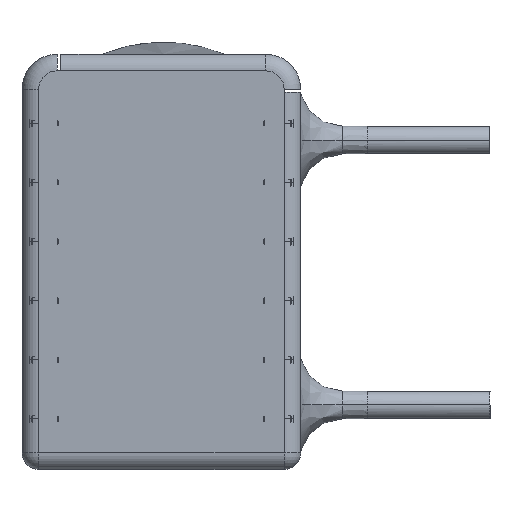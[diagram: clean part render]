
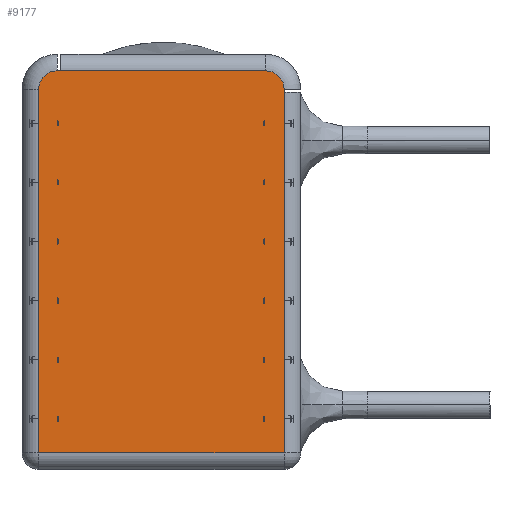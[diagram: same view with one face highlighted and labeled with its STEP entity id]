
A CAD part, left-side view. The second image highlights one B-rep face of the part: STEP entity #9177.
In plain terms, the highlighted planar face has unit normal (-1, 0, 0).
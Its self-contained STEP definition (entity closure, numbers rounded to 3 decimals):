
#3750 = VERTEX_POINT ( 'NONE', #23506 ) ;
#3873 = DIRECTION ( 'NONE',  ( -1., 0., 0. ) ) ;
#5300 = EDGE_LOOP ( 'NONE', ( #31811, #17256, #9705, #20004, #48781, #14059 ) ) ;
#5347 = EDGE_CURVE ( 'NONE', #3750, #32056, #51327, .T. ) ;
#5820 = VECTOR ( 'NONE', #34439, 1000. ) ;
#5972 = CARTESIAN_POINT ( 'NONE',  ( -800., 151., 2.5 ) ) ;
#7087 = CARTESIAN_POINT ( 'NONE',  ( -800., 38., 218.5 ) ) ;
#8898 = CARTESIAN_POINT ( 'NONE',  ( -800., 18., 218.5 ) ) ;
#9177 = ADVANCED_FACE ( 'NONE', ( #19147 ), #27304, .F. ) ;
#9705 = ORIENTED_EDGE ( 'NONE', *, *, #38699, .F. ) ;
#10966 = DIRECTION ( 'NONE',  ( 0., 0., -1. ) ) ;
#12082 = AXIS2_PLACEMENT_3D ( 'NONE', #43130, #3873, #38642 ) ;
#12572 = AXIS2_PLACEMENT_3D ( 'NONE', #41832, #15763, #10966 ) ;
#14059 = ORIENTED_EDGE ( 'NONE', *, *, #27959, .T. ) ;
#15763 = DIRECTION ( 'NONE',  ( -1., 0., 0. ) ) ;
#16484 = EDGE_CURVE ( 'NONE', #3750, #37723, #25346, .T. ) ;
#17256 = ORIENTED_EDGE ( 'NONE', *, *, #16484, .T. ) ;
#17501 = CARTESIAN_POINT ( 'NONE',  ( -800., 151., -195.5 ) ) ;
#17774 = DIRECTION ( 'NONE',  ( 0., -1., 0. ) ) ;
#18759 = VERTEX_POINT ( 'NONE', #27694 ) ;
#19058 = DIRECTION ( 'NONE',  ( 0., 0., -1. ) ) ;
#19147 = FACE_OUTER_BOUND ( 'NONE', #5300, .T. ) ;
#20004 = ORIENTED_EDGE ( 'NONE', *, *, #32296, .T. ) ;
#23097 = DIRECTION ( 'NONE',  ( 1., 0., 0. ) ) ;
#23123 = CARTESIAN_POINT ( 'NONE',  ( -800., 18., -195.5 ) ) ;
#23506 = CARTESIAN_POINT ( 'NONE',  ( -800., 284., -195.5 ) ) ;
#25346 = LINE ( 'NONE', #17501, #38195 ) ;
#26919 = LINE ( 'NONE', #39828, #51323 ) ;
#27304 = PLANE ( 'NONE',  #37828 ) ;
#27694 = CARTESIAN_POINT ( 'NONE',  ( -800., 18., 198.5 ) ) ;
#27844 = DIRECTION ( 'NONE',  ( 0., 0., -1. ) ) ;
#27921 = EDGE_CURVE ( 'NONE', #39102, #41457, #42848, .T. ) ;
#27959 = EDGE_CURVE ( 'NONE', #39102, #32056, #29988, .T. ) ;
#29988 = CIRCLE ( 'NONE', #12082, 20. ) ;
#31811 = ORIENTED_EDGE ( 'NONE', *, *, #5347, .F. ) ;
#32056 = VERTEX_POINT ( 'NONE', #46645 ) ;
#32296 = EDGE_CURVE ( 'NONE', #18759, #41457, #47556, .T. ) ;
#33867 = CARTESIAN_POINT ( 'NONE',  ( -800., 264., 218.5 ) ) ;
#34439 = DIRECTION ( 'NONE',  ( 0., -1., 0. ) ) ;
#35780 = DIRECTION ( 'NONE',  ( 0., 0., 1. ) ) ;
#37723 = VERTEX_POINT ( 'NONE', #23123 ) ;
#37828 = AXIS2_PLACEMENT_3D ( 'NONE', #5972, #23097, #27844 ) ;
#38195 = VECTOR ( 'NONE', #17774, 1000. ) ;
#38642 = DIRECTION ( 'NONE',  ( 0., 0., -1. ) ) ;
#38699 = EDGE_CURVE ( 'NONE', #18759, #37723, #26919, .T. ) ;
#39102 = VERTEX_POINT ( 'NONE', #33867 ) ;
#39828 = CARTESIAN_POINT ( 'NONE',  ( -800., 18., -213.5 ) ) ;
#41457 = VERTEX_POINT ( 'NONE', #7087 ) ;
#41832 = CARTESIAN_POINT ( 'NONE',  ( -800., 38., 198.5 ) ) ;
#42848 = LINE ( 'NONE', #8898, #5820 ) ;
#42886 = CARTESIAN_POINT ( 'NONE',  ( -800., 284., -213.5 ) ) ;
#43130 = CARTESIAN_POINT ( 'NONE',  ( -800., 264., 198.5 ) ) ;
#46645 = CARTESIAN_POINT ( 'NONE',  ( -800., 284., 198.5 ) ) ;
#47556 = CIRCLE ( 'NONE', #12572, 20. ) ;
#48781 = ORIENTED_EDGE ( 'NONE', *, *, #27921, .F. ) ;
#51323 = VECTOR ( 'NONE', #19058, 1000. ) ;
#51327 = LINE ( 'NONE', #42886, #55546 ) ;
#55546 = VECTOR ( 'NONE', #35780, 1000. ) ;
